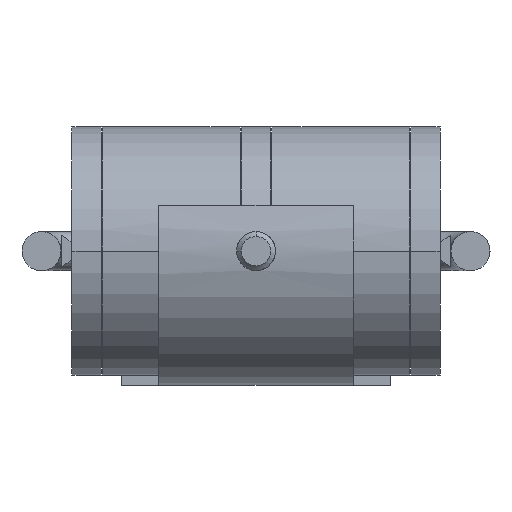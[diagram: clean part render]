
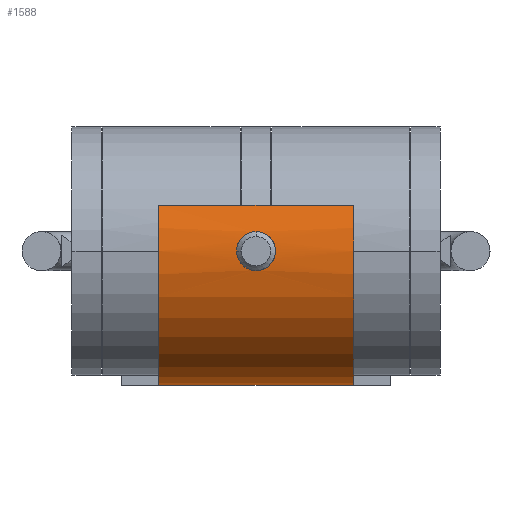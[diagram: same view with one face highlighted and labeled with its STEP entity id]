
A CAD part, left-side view. The second image highlights one B-rep face of the part: STEP entity #1588.
In plain terms, the highlighted cylindrical face has radius 2.75 mm (diameter 5.5 mm), a partial arc.
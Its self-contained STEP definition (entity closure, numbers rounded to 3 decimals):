
#53=CARTESIAN_POINT('',(0.,-2.,0.));
#54=DIRECTION('',(0.,1.,0.));
#55=DIRECTION('',(0.,0.,-1.));
#56=AXIS2_PLACEMENT_3D('',#53,#54,#55);
#58=CARTESIAN_POINT('',(0.,2.,0.));
#59=DIRECTION('',(0.,1.,0.));
#60=DIRECTION('',(0.,0.,-1.));
#61=AXIS2_PLACEMENT_3D('',#58,#59,#60);
#63=DIRECTION('',(0.,1.,0.));
#64=VECTOR('',#63,4.);
#65=CARTESIAN_POINT('',(0.,-2.,-2.75));
#66=LINE('',#65,#64);
#67=CARTESIAN_POINT('',(-2.75,0.4,0.));
#68=CARTESIAN_POINT('',(-2.75,0.4,-0.023));
#69=CARTESIAN_POINT('',(-2.749,0.396,
-0.067));
#70=CARTESIAN_POINT('',(-2.747,0.379,
-0.132));
#71=CARTESIAN_POINT('',(-2.743,0.352,
-0.194));
#72=CARTESIAN_POINT('',(-2.739,0.314,
-0.25));
#73=CARTESIAN_POINT('',(-2.734,0.268,
-0.3));
#74=CARTESIAN_POINT('',(-2.729,0.213,
-0.341));
#75=CARTESIAN_POINT('',(-2.725,0.153,
-0.371));
#76=CARTESIAN_POINT('',(-2.722,0.089,
-0.392));
#77=CARTESIAN_POINT('',(-2.721,0.022,
-0.401));
#78=CARTESIAN_POINT('',(-2.721,-0.045,
-0.399));
#79=CARTESIAN_POINT('',(-2.723,-0.111,
-0.386));
#80=CARTESIAN_POINT('',(-2.726,-0.174,
-0.362));
#81=CARTESIAN_POINT('',(-2.73,-0.232,
-0.328));
#82=CARTESIAN_POINT('',(-2.735,-0.284,
-0.284));
#83=CARTESIAN_POINT('',(-2.74,-0.328,
-0.232));
#84=CARTESIAN_POINT('',(-2.745,-0.362,
-0.174));
#85=CARTESIAN_POINT('',(-2.748,-0.386,
-0.111));
#86=CARTESIAN_POINT('',(-2.75,-0.399,
-0.045));
#87=CARTESIAN_POINT('',(-2.75,-0.401,
0.022));
#88=CARTESIAN_POINT('',(-2.749,-0.392,
0.089));
#89=CARTESIAN_POINT('',(-2.746,-0.371,
0.153));
#90=CARTESIAN_POINT('',(-2.742,-0.34,
0.214));
#91=CARTESIAN_POINT('',(-2.737,-0.3,
0.268));
#92=CARTESIAN_POINT('',(-2.732,-0.25,
0.314));
#93=CARTESIAN_POINT('',(-2.727,-0.194,
0.352));
#94=CARTESIAN_POINT('',(-2.724,-0.132,
0.379));
#95=CARTESIAN_POINT('',(-2.721,-0.067,
0.396));
#96=CARTESIAN_POINT('',(-2.721,-0.023,0.4));
#97=CARTESIAN_POINT('',(-2.721,0.,0.4));
#103=DIRECTION('',(0.,-1.,0.));
#104=VECTOR('',#103,4.);
#105=CARTESIAN_POINT('',(-2.584,2.,0.941));
#106=LINE('',#105,#104);
#1133=CARTESIAN_POINT('',(-2.75,0.4,0.));
#1134=CARTESIAN_POINT('',(-2.75,0.4,0.021));
#1135=CARTESIAN_POINT('',(-2.75,0.397,
0.062));
#1136=CARTESIAN_POINT('',(-2.747,0.382,
0.124));
#1137=CARTESIAN_POINT('',(-2.744,0.358,
0.183));
#1138=CARTESIAN_POINT('',(-2.74,0.325,
0.236));
#1139=CARTESIAN_POINT('',(-2.735,0.284,
0.284));
#1140=CARTESIAN_POINT('',(-2.731,0.236,
0.325));
#1141=CARTESIAN_POINT('',(-2.727,0.183,
0.358));
#1142=CARTESIAN_POINT('',(-2.723,0.124,
0.382));
#1143=CARTESIAN_POINT('',(-2.721,0.062,
0.397));
#1144=CARTESIAN_POINT('',(-2.721,0.021,0.4));
#1145=CARTESIAN_POINT('',(-2.721,0.,0.4));
#1243=CARTESIAN_POINT('',(-2.584,2.,0.941));
#1244=CARTESIAN_POINT('',(-2.584,-2.,0.941));
#1245=VERTEX_POINT('',#1243);
#1246=VERTEX_POINT('',#1244);
#1339=CARTESIAN_POINT('',(0.,2.,-2.75));
#1341=VERTEX_POINT('',#1339);
#1343=CARTESIAN_POINT('',(0.,-2.,-2.75));
#1344=VERTEX_POINT('',#1343);
#1439=VERTEX_POINT('',#1133);
#1440=VERTEX_POINT('',#1145);
#1569=CARTESIAN_POINT('',(0.,0.,0.));
#1570=DIRECTION('',(0.,1.,0.));
#1571=DIRECTION('',(0.,0.,1.));
#1572=AXIS2_PLACEMENT_3D('',#1569,#1570,#1571);
#1573=CYLINDRICAL_SURFACE('',#1572,2.75);
#1574=ORIENTED_EDGE('',*,*,#1485,.T.);
#1576=ORIENTED_EDGE('',*,*,#1575,.T.);
#1577=ORIENTED_EDGE('',*,*,#1559,.F.);
#1579=ORIENTED_EDGE('',*,*,#1578,.T.);
#1580=EDGE_LOOP('',(#1574,#1576,#1577,#1579));
#1581=FACE_OUTER_BOUND('',#1580,.F.);
#1583=ORIENTED_EDGE('',*,*,#1582,.T.);
#1585=ORIENTED_EDGE('',*,*,#1584,.F.);
#1586=EDGE_LOOP('',(#1583,#1585));
#1587=FACE_BOUND('',#1586,.F.);
#57=CIRCLE('',#56,2.75);
#62=CIRCLE('',#61,2.75);
#98=B_SPLINE_CURVE_WITH_KNOTS('',3,(#67,#68,#69,#70,#71,#72,#73,#74,#75,#76,#77,
#78,#79,#80,#81,#82,#83,#84,#85,#86,#87,#88,#89,#90,#91,#92,#93,#94,#95,#96,
#97),.UNSPECIFIED.,.F.,.F.,(4,1,1,1,1,1,1,1,1,1,1,1,1,1,1,1,1,1,1,1,1,1,1,1,1,1,
1,1,4),(0.,0.036,0.071,0.107,
0.143,0.179,0.214,0.25,0.286,
0.321,0.357,0.393,0.429,
0.464,0.5,0.536,0.571,0.607,
0.643,0.679,0.714,0.75,0.786,
0.821,0.857,0.893,0.929,
0.964,1.),.UNSPECIFIED.);
#1146=B_SPLINE_CURVE_WITH_KNOTS('',3,(#1133,#1134,#1135,#1136,#1137,#1138,#1139,
#1140,#1141,#1142,#1143,#1144,#1145),.UNSPECIFIED.,.F.,.F.,(4,1,1,1,1,1,1,1,1,1,
4),(0.,0.1,0.2,0.3,0.4,0.5,0.6,0.7,0.8,0.9,1.),
.UNSPECIFIED.);
#1485=EDGE_CURVE('',#1341,#1245,#62,.T.);
#1559=EDGE_CURVE('',#1344,#1246,#57,.T.);
#1575=EDGE_CURVE('',#1245,#1246,#106,.T.);
#1578=EDGE_CURVE('',#1344,#1341,#66,.T.);
#1582=EDGE_CURVE('',#1439,#1440,#98,.T.);
#1584=EDGE_CURVE('',#1439,#1440,#1146,.T.);
#1588=ADVANCED_FACE('',(#1581,#1587),#1573,.T.);
